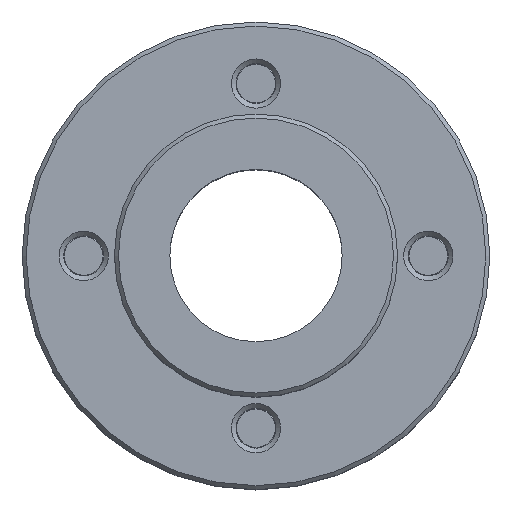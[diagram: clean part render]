
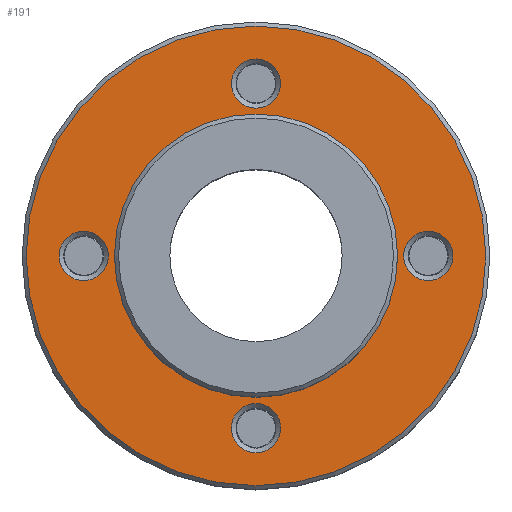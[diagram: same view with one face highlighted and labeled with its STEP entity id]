
A CAD part, top view. The second image highlights one B-rep face of the part: STEP entity #191.
In plain terms, the highlighted face is planar.
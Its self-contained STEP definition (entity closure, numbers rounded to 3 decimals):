
#191 = ADVANCED_FACE( '', ( #353, #354, #355, #356, #357, #358 ), #359, .T. );
#353 = FACE_OUTER_BOUND( '', #507, .T. );
#354 = FACE_BOUND( '', #508, .T. );
#355 = FACE_BOUND( '', #509, .T. );
#356 = FACE_BOUND( '', #510, .T. );
#357 = FACE_BOUND( '', #511, .T. );
#358 = FACE_BOUND( '', #512, .T. );
#359 = PLANE( '', #513 );
#507 = EDGE_LOOP( '', ( #710 ) );
#508 = EDGE_LOOP( '', ( #711 ) );
#509 = EDGE_LOOP( '', ( #712 ) );
#510 = EDGE_LOOP( '', ( #713 ) );
#511 = EDGE_LOOP( '', ( #714 ) );
#512 = EDGE_LOOP( '', ( #715 ) );
#513 = AXIS2_PLACEMENT_3D( '', #716, #717, #718 );
#710 = ORIENTED_EDGE( '', *, *, #865, .T. );
#711 = ORIENTED_EDGE( '', *, *, #831, .T. );
#712 = ORIENTED_EDGE( '', *, *, #824, .F. );
#713 = ORIENTED_EDGE( '', *, *, #837, .F. );
#714 = ORIENTED_EDGE( '', *, *, #834, .F. );
#715 = ORIENTED_EDGE( '', *, *, #857, .F. );
#716 = CARTESIAN_POINT( '', ( 0., 11.5, -12. ) );
#717 = DIRECTION( '', ( 0., 0., -1. ) );
#718 = DIRECTION( '', ( -1., 0., 0. ) );
#824 = EDGE_CURVE( '', #924, #924, #925, .T. );
#831 = EDGE_CURVE( '', #935, #935, #936, .F. );
#834 = EDGE_CURVE( '', #940, #940, #941, .T. );
#837 = EDGE_CURVE( '', #945, #945, #946, .T. );
#857 = EDGE_CURVE( '', #974, #974, #975, .T. );
#865 = EDGE_CURVE( '', #986, #986, #987, .T. );
#924 = VERTEX_POINT( '', #1060 );
#925 = CIRCLE( '', #1061, 2. );
#935 = VERTEX_POINT( '', #1071 );
#936 = CIRCLE( '', #1072, 2. );
#940 = VERTEX_POINT( '', #1076 );
#941 = CIRCLE( '', #1077, 2. );
#945 = VERTEX_POINT( '', #1081 );
#946 = CIRCLE( '', #1082, 2. );
#974 = VERTEX_POINT( '', #1116 );
#975 = CIRCLE( '', #1117, 11.5 );
#986 = VERTEX_POINT( '', #1128 );
#987 = CIRCLE( '', #1129, 18.67 );
#1060 = CARTESIAN_POINT( '', ( -16., 0., -12. ) );
#1061 = AXIS2_PLACEMENT_3D( '', #1190, #1191, #1192 );
#1071 = CARTESIAN_POINT( '', ( -2., 14., -12. ) );
#1072 = AXIS2_PLACEMENT_3D( '', #1202, #1203, #1204 );
#1076 = CARTESIAN_POINT( '', ( 12., 0., -12. ) );
#1077 = AXIS2_PLACEMENT_3D( '', #1208, #1209, #1210 );
#1081 = CARTESIAN_POINT( '', ( -2., -14., -12. ) );
#1082 = AXIS2_PLACEMENT_3D( '', #1214, #1215, #1216 );
#1116 = CARTESIAN_POINT( '', ( -11.5, 0., -12. ) );
#1117 = AXIS2_PLACEMENT_3D( '', #1238, #1239, #1240 );
#1128 = CARTESIAN_POINT( '', ( -18.67, 0., -12. ) );
#1129 = AXIS2_PLACEMENT_3D( '', #1250, #1251, #1252 );
#1190 = CARTESIAN_POINT( '', ( -14., 0., -12. ) );
#1191 = DIRECTION( '', ( 0., 0., -1. ) );
#1192 = DIRECTION( '', ( -1., 0., 0. ) );
#1202 = CARTESIAN_POINT( '', ( 0., 14., -12. ) );
#1203 = DIRECTION( '', ( 0., 0., -1. ) );
#1204 = DIRECTION( '', ( -1., 0., 0. ) );
#1208 = CARTESIAN_POINT( '', ( 14., 0., -12. ) );
#1209 = DIRECTION( '', ( 0., 0., -1. ) );
#1210 = DIRECTION( '', ( -1., 0., 0. ) );
#1214 = CARTESIAN_POINT( '', ( 0., -14., -12. ) );
#1215 = DIRECTION( '', ( 0., 0., -1. ) );
#1216 = DIRECTION( '', ( -1., 0., 0. ) );
#1238 = CARTESIAN_POINT( '', ( 0., 0., -12. ) );
#1239 = DIRECTION( '', ( 0., 0., -1. ) );
#1240 = DIRECTION( '', ( -1., 0., 0. ) );
#1250 = CARTESIAN_POINT( '', ( 0., 0., -12. ) );
#1251 = DIRECTION( '', ( 0., 0., -1. ) );
#1252 = DIRECTION( '', ( -1., 0., 0. ) );
